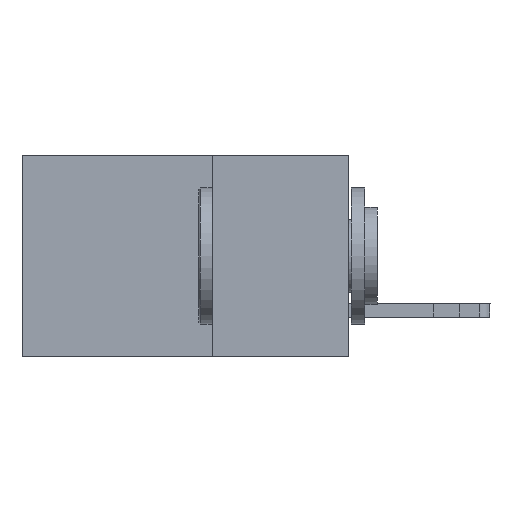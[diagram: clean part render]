
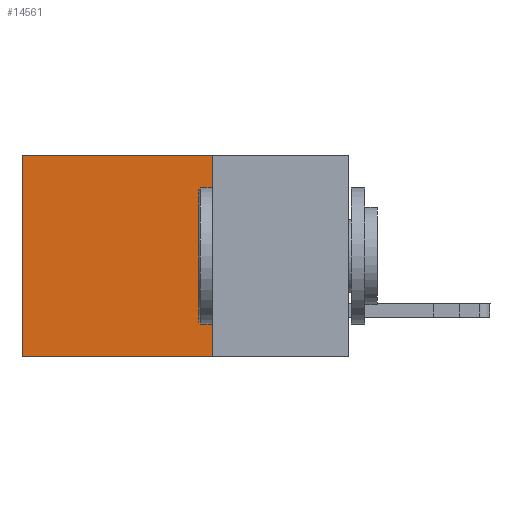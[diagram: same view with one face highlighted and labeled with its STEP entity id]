
A CAD part, left-side view. The second image highlights one B-rep face of the part: STEP entity #14561.
In plain terms, the highlighted planar face has unit normal (-1, 0, 0).
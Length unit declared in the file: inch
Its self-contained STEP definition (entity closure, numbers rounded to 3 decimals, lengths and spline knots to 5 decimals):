
#430 = DIRECTION ( 'NONE',  ( 0., 0., -1. ) ) ;
#504 = VERTEX_POINT ( 'NONE', #6457 ) ;
#640 = DIRECTION ( 'NONE',  ( 0., 0., -1. ) ) ;
#706 = AXIS2_PLACEMENT_3D ( 'NONE', #18308, #1127, #11402 ) ;
#951 = DIRECTION ( 'NONE',  ( 0., 1., 0. ) ) ;
#1127 = DIRECTION ( 'NONE',  ( 1., 0., 0. ) ) ;
#1256 = EDGE_CURVE ( 'NONE', #14710, #13488, #2308, .T. ) ;
#1826 = VECTOR ( 'NONE', #17862, 39.37008 ) ;
#2238 = LINE ( 'NONE', #8381, #9619 ) ;
#2308 = LINE ( 'NONE', #8336, #1826 ) ;
#3055 = VECTOR ( 'NONE', #951, 39.37008 ) ;
#3354 = CARTESIAN_POINT ( 'NONE',  ( 0.2615, 0.6, -0.37 ) ) ;
#3843 = VERTEX_POINT ( 'NONE', #12207 ) ;
#4742 = EDGE_CURVE ( 'NONE', #3843, #14710, #2238, .T. ) ;
#6457 = CARTESIAN_POINT ( 'NONE',  ( 0.2615, 0.6, 0. ) ) ;
#7853 = EDGE_CURVE ( 'NONE', #3843, #504, #17822, .T. ) ;
#7988 = CARTESIAN_POINT ( 'NONE',  ( 0.2615, 0.6, -0.37 ) ) ;
#8021 = LINE ( 'NONE', #3354, #15110 ) ;
#8336 = CARTESIAN_POINT ( 'NONE',  ( 0.2615, 0.25, -0.37 ) ) ;
#8381 = CARTESIAN_POINT ( 'NONE',  ( 0.2615, 0.25, -0.37 ) ) ;
#9619 = VECTOR ( 'NONE', #640, 39.37008 ) ;
#10601 = CARTESIAN_POINT ( 'NONE',  ( 0.2615, 0.25, -0.37 ) ) ;
#11229 = CARTESIAN_POINT ( 'NONE',  ( 0.2615, 0.25, 0. ) ) ;
#11402 = DIRECTION ( 'NONE',  ( 0., 0., -1. ) ) ;
#12049 = FACE_OUTER_BOUND ( 'NONE', #14706, .T. ) ;
#12207 = CARTESIAN_POINT ( 'NONE',  ( 0.2615, 0.25, 0. ) ) ;
#13488 = VERTEX_POINT ( 'NONE', #7988 ) ;
#14430 = ORIENTED_EDGE ( 'NONE', *, *, #7853, .T. ) ;
#14561 = ADVANCED_FACE ( 'NONE', ( #12049 ), #16959, .F. ) ;
#14706 = EDGE_LOOP ( 'NONE', ( #15690, #16002, #14922, #14430 ) ) ;
#14710 = VERTEX_POINT ( 'NONE', #10601 ) ;
#14756 = EDGE_CURVE ( 'NONE', #504, #13488, #8021, .T. ) ;
#14922 = ORIENTED_EDGE ( 'NONE', *, *, #4742, .F. ) ;
#15110 = VECTOR ( 'NONE', #430, 39.37008 ) ;
#15690 = ORIENTED_EDGE ( 'NONE', *, *, #14756, .T. ) ;
#16002 = ORIENTED_EDGE ( 'NONE', *, *, #1256, .F. ) ;
#16959 = PLANE ( 'NONE',  #706 ) ;
#17822 = LINE ( 'NONE', #11229, #3055 ) ;
#17862 = DIRECTION ( 'NONE',  ( 0., 1., 0. ) ) ;
#18308 = CARTESIAN_POINT ( 'NONE',  ( 0.2615, 0.25, -0.37 ) ) ;
